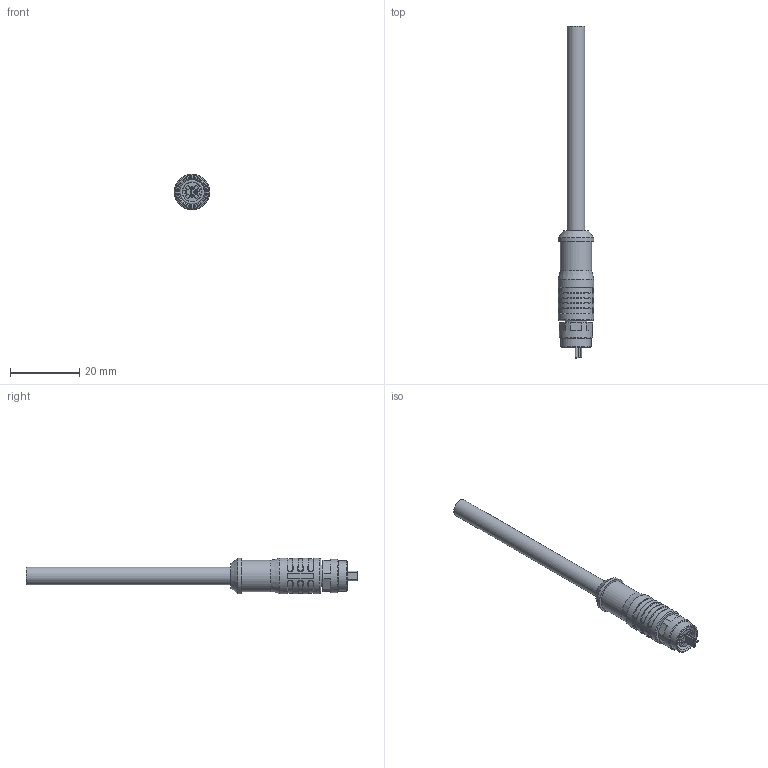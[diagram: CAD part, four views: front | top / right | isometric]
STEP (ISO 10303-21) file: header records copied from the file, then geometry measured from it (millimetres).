
FILE_DESCRIPTION(/* description */ (''),/* implementation_level */ '2;1');
FILE_NAME(/* name */ 'IE-SKPSP4-m_S5059_stp.stp',/* time_stamp */ '2019-01-14T13:24:30+01:00',/* author */ (''),/* organization */ (''),/* preprocessor_version */ 'ST-DEVELOPER v16',/* originating_system */ 'SIEMENS PLM Software NX 10.0',/* authorisation */ '');
FILE_SCHEMA (('AUTOMOTIVE_DESIGN { 1 0 10303 214 3 1 1 1 }'));
Length unit declared in the file: millimetre
Products named in the file (1): IE-SKPSP4-m_S5059_stp
Bounding box: 10.3 x 96.15 x 10.3 mm (x, y, z)
Volume: 3532.8 mm3; surface area: 2469.1 mm2
Topology: 1 solids, 1 shells, 187 faces, 417 edges, 249 vertices
Faces by surface type: cylinder 59, plane 56, torus 32, bspline 24, cone 14, sphere 2
Full cylindrical faces by diameter (mm): 1.1 x4, 5.1 x1, 6.5 x1, 7.2 x1, 8.8 x1, 9.1 x1, 9.6 x1, 10.3 x2
Entity records: 5851 total; most frequent: CARTESIAN_POINT 1938, DIRECTION 831, ORIENTED_EDGE 768, EDGE_CURVE 384, AXIS2_PLACEMENT_3D 353, VERTEX_POINT 238, EDGE_LOOP 226, ADVANCED_FACE 187
